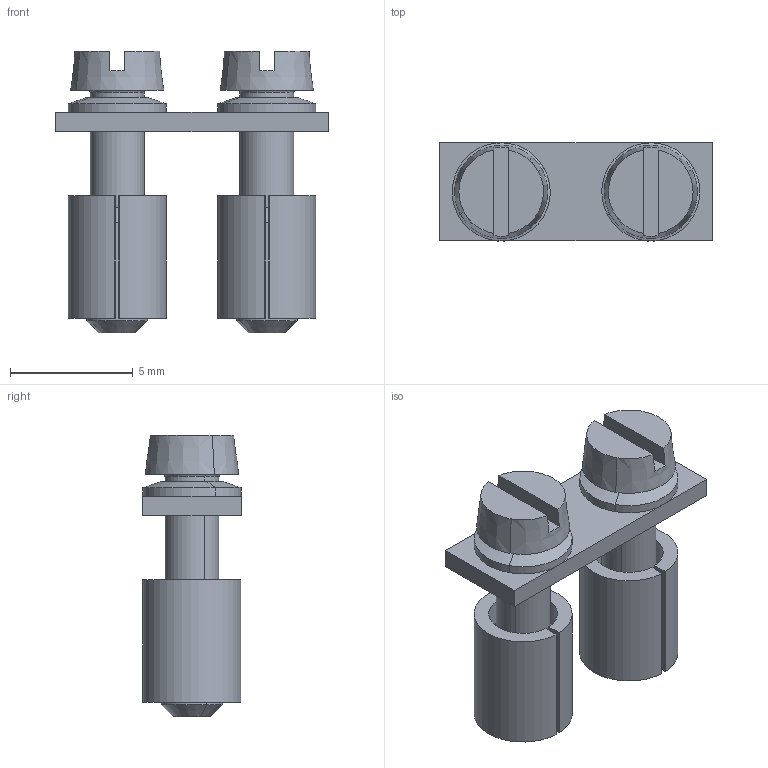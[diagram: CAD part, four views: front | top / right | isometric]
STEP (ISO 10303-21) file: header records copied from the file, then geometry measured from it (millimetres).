
FILE_DESCRIPTION(('CATIA V5 STEP Exchange','CAx-IF Rec.Pracs.--- Model Styling and Organization---1.4--- 2014-01-23'),'2;1');
FILE_NAME ('001804-4_1_0336400000_0336400000.stp','2021-12-06T08:58:53+00:00',('none'),('Weidmueller'),'CATIA Version 5-6 Release 2016 SP3 HF44','CATIA V5 STEP AP214','none');
FILE_SCHEMA(('AUTOMOTIVE_DESIGN { 1 0 10303 214 1 1 1 1 }'));
Length unit declared in the file: millimetre
Products named in the file (1): Q_2_AKZ4_AllCATPart
Bounding box: 11.1 x 4 x 11.5 mm (x, y, z)
Volume: 207.8 mm3; surface area: 611 mm2
Topology: 5 solids, 5 shells, 80 faces, 172 edges, 108 vertices
Faces by surface type: plane 36, cylinder 24, cone 16, torus 4
Entity records: 2010 total; most frequent: CARTESIAN_POINT 361, ORIENTED_EDGE 344, DIRECTION 276, EDGE_CURVE 172, AXIS2_PLACEMENT_3D 137, VERTEX_POINT 108, EDGE_LOOP 90, VECTOR 84
